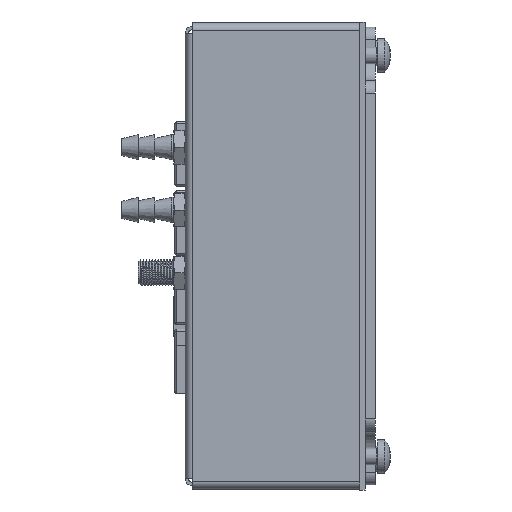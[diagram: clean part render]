
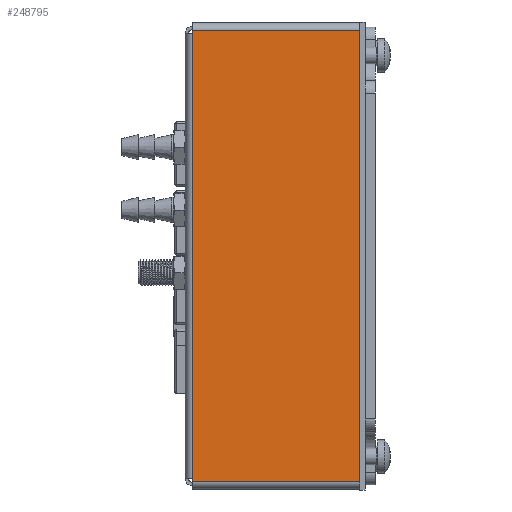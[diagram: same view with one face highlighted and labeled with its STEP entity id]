
A CAD part, left-side view. The second image highlights one B-rep face of the part: STEP entity #248795.
In plain terms, the highlighted planar face has unit normal (-1, 0, 0).
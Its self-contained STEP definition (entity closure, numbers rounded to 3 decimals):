
#248112 = VERTEX_POINT('',#248113);
#248113 = CARTESIAN_POINT('',(0.,-20.,54.));
#248128 = CYLINDRICAL_SURFACE('',#248129,1.8);
#248129 = AXIS2_PLACEMENT_3D('',#248130,#248131,#248132);
#248130 = CARTESIAN_POINT('',(1.8,20.,54.));
#248131 = DIRECTION('',(0.,-1.,0.));
#248132 = DIRECTION('',(-1.,0.,0.));
#248184 = PLANE('',#248185);
#248185 = AXIS2_PLACEMENT_3D('',#248186,#248187,#248188);
#248186 = CARTESIAN_POINT('',(0.,-20.,-54.));
#248187 = DIRECTION('',(0.,-1.,0.));
#248188 = DIRECTION('',(0.,0.,1.));
#248488 = VERTEX_POINT('',#248489);
#248489 = CARTESIAN_POINT('',(0.,20.,54.));
#248522 = EDGE_CURVE('',#248112,#248488,#248523,.T.);
#248523 = SURFACE_CURVE('',#248524,(#248528,#248535),.PCURVE_S1.);
#248524 = LINE('',#248525,#248526);
#248525 = CARTESIAN_POINT('',(0.,-20.,54.));
#248526 = VECTOR('',#248527,1.);
#248527 = DIRECTION('',(0.,1.,0.));
#248528 = PCURVE('',#248128,#248529);
#248529 = DEFINITIONAL_REPRESENTATION('',(#248530),#248534);
#248530 = LINE('',#248531,#248532);
#248531 = CARTESIAN_POINT('',(-0.,40.));
#248532 = VECTOR('',#248533,1.);
#248533 = DIRECTION('',(-0.,-1.));
#248534 = ( GEOMETRIC_REPRESENTATION_CONTEXT(2) 
PARAMETRIC_REPRESENTATION_CONTEXT() REPRESENTATION_CONTEXT('2D SPACE',''
  ) );
#248535 = PCURVE('',#248536,#248541);
#248536 = PLANE('',#248537);
#248537 = AXIS2_PLACEMENT_3D('',#248538,#248539,#248540);
#248538 = CARTESIAN_POINT('',(0.,0.,0.));
#248539 = DIRECTION('',(-1.,0.,0.));
#248540 = DIRECTION('',(0.,0.,-1.));
#248541 = DEFINITIONAL_REPRESENTATION('',(#248542),#248546);
#248542 = LINE('',#248543,#248544);
#248543 = CARTESIAN_POINT('',(-54.,20.));
#248544 = VECTOR('',#248545,1.);
#248545 = DIRECTION('',(0.,-1.));
#248546 = ( GEOMETRIC_REPRESENTATION_CONTEXT(2) 
PARAMETRIC_REPRESENTATION_CONTEXT() REPRESENTATION_CONTEXT('2D SPACE',''
  ) );
#248611 = VERTEX_POINT('',#248612);
#248612 = CARTESIAN_POINT('',(0.,-20.,-54.));
#248662 = EDGE_CURVE('',#248611,#248112,#248663,.T.);
#248663 = SURFACE_CURVE('',#248664,(#248668,#248675),.PCURVE_S1.);
#248664 = LINE('',#248665,#248666);
#248665 = CARTESIAN_POINT('',(0.,-20.,-54.));
#248666 = VECTOR('',#248667,1.);
#248667 = DIRECTION('',(0.,0.,1.));
#248668 = PCURVE('',#248184,#248669);
#248669 = DEFINITIONAL_REPRESENTATION('',(#248670),#248674);
#248670 = LINE('',#248671,#248672);
#248671 = CARTESIAN_POINT('',(0.,0.));
#248672 = VECTOR('',#248673,1.);
#248673 = DIRECTION('',(1.,0.));
#248674 = ( GEOMETRIC_REPRESENTATION_CONTEXT(2) 
PARAMETRIC_REPRESENTATION_CONTEXT() REPRESENTATION_CONTEXT('2D SPACE',''
  ) );
#248675 = PCURVE('',#248536,#248676);
#248676 = DEFINITIONAL_REPRESENTATION('',(#248677),#248681);
#248677 = LINE('',#248678,#248679);
#248678 = CARTESIAN_POINT('',(54.,20.));
#248679 = VECTOR('',#248680,1.);
#248680 = DIRECTION('',(-1.,0.));
#248681 = ( GEOMETRIC_REPRESENTATION_CONTEXT(2) 
PARAMETRIC_REPRESENTATION_CONTEXT() REPRESENTATION_CONTEXT('2D SPACE',''
  ) );
#248784 = PLANE('',#248785);
#248785 = AXIS2_PLACEMENT_3D('',#248786,#248787,#248788);
#248786 = CARTESIAN_POINT('',(0.,20.,54.));
#248787 = DIRECTION('',(0.,1.,0.));
#248788 = DIRECTION('',(0.,0.,-1.));
#248795 = ADVANCED_FACE('',(#248796),#248536,.T.);
#248796 = FACE_BOUND('',#248797,.T.);
#248797 = EDGE_LOOP('',(#248798,#248799,#248822,#248848));
#248798 = ORIENTED_EDGE('',*,*,#248522,.T.);
#248799 = ORIENTED_EDGE('',*,*,#248800,.T.);
#248800 = EDGE_CURVE('',#248488,#248801,#248803,.T.);
#248801 = VERTEX_POINT('',#248802);
#248802 = CARTESIAN_POINT('',(0.,20.,-54.));
#248803 = SURFACE_CURVE('',#248804,(#248808,#248815),.PCURVE_S1.);
#248804 = LINE('',#248805,#248806);
#248805 = CARTESIAN_POINT('',(0.,20.,54.));
#248806 = VECTOR('',#248807,1.);
#248807 = DIRECTION('',(0.,0.,-1.));
#248808 = PCURVE('',#248536,#248809);
#248809 = DEFINITIONAL_REPRESENTATION('',(#248810),#248814);
#248810 = LINE('',#248811,#248812);
#248811 = CARTESIAN_POINT('',(-54.,-20.));
#248812 = VECTOR('',#248813,1.);
#248813 = DIRECTION('',(1.,0.));
#248814 = ( GEOMETRIC_REPRESENTATION_CONTEXT(2) 
PARAMETRIC_REPRESENTATION_CONTEXT() REPRESENTATION_CONTEXT('2D SPACE',''
  ) );
#248815 = PCURVE('',#248784,#248816);
#248816 = DEFINITIONAL_REPRESENTATION('',(#248817),#248821);
#248817 = LINE('',#248818,#248819);
#248818 = CARTESIAN_POINT('',(0.,0.));
#248819 = VECTOR('',#248820,1.);
#248820 = DIRECTION('',(1.,0.));
#248821 = ( GEOMETRIC_REPRESENTATION_CONTEXT(2) 
PARAMETRIC_REPRESENTATION_CONTEXT() REPRESENTATION_CONTEXT('2D SPACE',''
  ) );
#248822 = ORIENTED_EDGE('',*,*,#248823,.T.);
#248823 = EDGE_CURVE('',#248801,#248611,#248824,.T.);
#248824 = SURFACE_CURVE('',#248825,(#248829,#248836),.PCURVE_S1.);
#248825 = LINE('',#248826,#248827);
#248826 = CARTESIAN_POINT('',(0.,20.,-54.));
#248827 = VECTOR('',#248828,1.);
#248828 = DIRECTION('',(0.,-1.,0.));
#248829 = PCURVE('',#248536,#248830);
#248830 = DEFINITIONAL_REPRESENTATION('',(#248831),#248835);
#248831 = LINE('',#248832,#248833);
#248832 = CARTESIAN_POINT('',(54.,-20.));
#248833 = VECTOR('',#248834,1.);
#248834 = DIRECTION('',(0.,1.));
#248835 = ( GEOMETRIC_REPRESENTATION_CONTEXT(2) 
PARAMETRIC_REPRESENTATION_CONTEXT() REPRESENTATION_CONTEXT('2D SPACE',''
  ) );
#248836 = PCURVE('',#248837,#248842);
#248837 = CYLINDRICAL_SURFACE('',#248838,1.8);
#248838 = AXIS2_PLACEMENT_3D('',#248839,#248840,#248841);
#248839 = CARTESIAN_POINT('',(1.8,-20.,-54.));
#248840 = DIRECTION('',(0.,1.,0.));
#248841 = DIRECTION('',(-1.,0.,0.));
#248842 = DEFINITIONAL_REPRESENTATION('',(#248843),#248847);
#248843 = LINE('',#248844,#248845);
#248844 = CARTESIAN_POINT('',(-0.,40.));
#248845 = VECTOR('',#248846,1.);
#248846 = DIRECTION('',(-0.,-1.));
#248847 = ( GEOMETRIC_REPRESENTATION_CONTEXT(2) 
PARAMETRIC_REPRESENTATION_CONTEXT() REPRESENTATION_CONTEXT('2D SPACE',''
  ) );
#248848 = ORIENTED_EDGE('',*,*,#248662,.T.);
